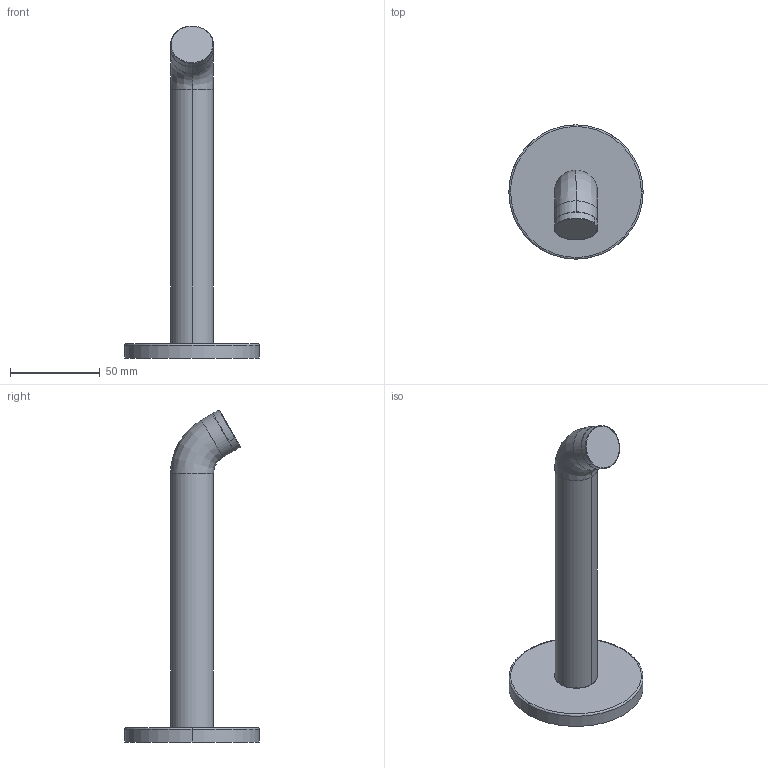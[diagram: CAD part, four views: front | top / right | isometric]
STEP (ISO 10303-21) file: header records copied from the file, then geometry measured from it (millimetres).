
FILE_DESCRIPTION (( 'STEP AP203' ), '1' );
FILE_NAME ('5450210033(2023).STEP', '2024-02-14T08:16:14', ( '' ), ( '' ), 'SwSTEP 2.0', 'SolidWorks 2016', '' );
FILE_SCHEMA (( 'CONFIG_CONTROL_DESIGN' ));
Length unit declared in the file: millimetre
Products named in the file (1): 5450210033(2023)
Bounding box: 75 x 75 x 185.43 mm (x, y, z)
Volume: 115424.3 mm3; surface area: 23982.6 mm2
Topology: 1 solids, 1 shells, 23 faces, 46 edges, 26 vertices
Faces by surface type: bspline 12, cylinder 8, plane 3
Entity records: 1075 total; most frequent: CARTESIAN_POINT 564, ORIENTED_EDGE 92, DIRECTION 92, EDGE_CURVE 46, AXIS2_PLACEMENT_3D 42, CIRCLE 30, VERTEX_POINT 26, EDGE_LOOP 24
